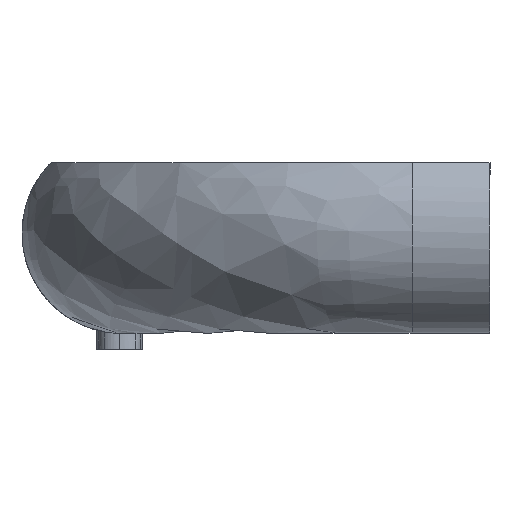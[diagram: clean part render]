
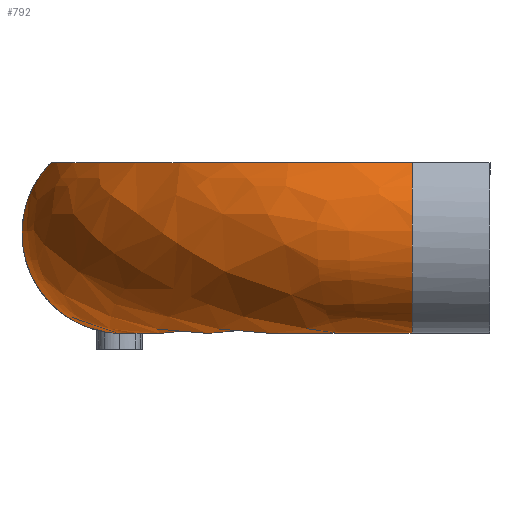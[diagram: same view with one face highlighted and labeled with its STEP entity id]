
A CAD part, left-side view. The second image highlights one B-rep face of the part: STEP entity #792.
In plain terms, the highlighted free-form (B-spline) face has degree [3, 3] with [11, 4] control points.
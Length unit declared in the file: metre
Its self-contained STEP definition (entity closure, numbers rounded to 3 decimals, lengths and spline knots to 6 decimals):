
#17=(
BOUNDED_SURFACE()
B_SPLINE_SURFACE(3,3,((#1440,#1441,#1442,#1443),(#1444,#1445,#1446,#1447),
(#1448,#1449,#1450,#1451),(#1452,#1453,#1454,#1455),(#1456,#1457,#1458,
#1459),(#1460,#1461,#1462,#1463),(#1464,#1465,#1466,#1467),(#1468,#1469,
#1470,#1471),(#1472,#1473,#1474,#1475),(#1476,#1477,#1478,#1479),(#1480,
#1481,#1482,#1483)),.SURF_OF_REVOLUTION.,.F.,.F.,.F.)
B_SPLINE_SURFACE_WITH_KNOTS((4,1,1,1,1,1,1,1,4),(4,4),(0.,0.125,0.25,0.375,
0.5,0.625,0.75,0.875,1.),(0.,1.),.UNSPECIFIED.)
GEOMETRIC_REPRESENTATION_ITEM()
RATIONAL_B_SPLINE_SURFACE(((1.,0.805,0.805,1.),
(1.,0.805,0.805,1.),(1.,0.805,0.805,
1.),(1.,0.805,0.805,1.),(1.,0.805,0.805,
1.),(1.,0.805,0.805,1.),(1.,0.805,0.805,
1.),(1.,0.805,0.805,1.),(1.,0.805,0.805,
1.),(1.,0.805,0.805,1.),(1.,0.805,0.805,
1.)))
REPRESENTATION_ITEM('')
SURFACE()
);
#19=CIRCLE('',#850,0.019692);
#21=CIRCLE('',#853,0.032398);
#34=B_SPLINE_CURVE_WITH_KNOTS('',3,(#1039,#1040,#1041,#1042,#1043,#1044,
#1045,#1046,#1047,#1048,#1049),.UNSPECIFIED.,.F.,.F.,(4,1,1,1,1,1,1,1,4),
(0.,0.00527,0.01054,0.01581,0.021081,
0.026351,0.031621,0.036891,0.042161),
 .UNSPECIFIED.);
#61=B_SPLINE_CURVE_WITH_KNOTS('',3,(#1361,#1362,#1363,#1364,#1365,#1366,
#1367,#1368,#1369,#1370,#1371),.UNSPECIFIED.,.F.,.F.,(4,1,1,1,1,1,1,1,4),
(0.,0.00527,0.01054,0.01581,0.021081,
0.026351,0.031621,0.036891,0.042161),
 .UNSPECIFIED.);
#166=ORIENTED_EDGE('',*,*,#392,.T.);
#167=ORIENTED_EDGE('',*,*,#398,.T.);
#168=ORIENTED_EDGE('',*,*,#361,.F.);
#169=ORIENTED_EDGE('',*,*,#394,.F.);
#361=EDGE_CURVE('',#485,#482,#34,.T.);
#392=EDGE_CURVE('',#509,#511,#61,.T.);
#394=EDGE_CURVE('',#509,#485,#19,.T.);
#398=EDGE_CURVE('',#511,#482,#21,.T.);
#482=VERTEX_POINT('',#968);
#485=VERTEX_POINT('',#1038);
#509=VERTEX_POINT('',#1289);
#511=VERTEX_POINT('',#1334);
#655=EDGE_LOOP('',(#166,#167,#168,#169));
#707=FACE_BOUND('',#655,.T.);
#792=ADVANCED_FACE('',(#707),#17,.F.);
#850=AXIS2_PLACEMENT_3D('',#1375,#883,#884);
#853=AXIS2_PLACEMENT_3D('',#1435,#890,#891);
#883=DIRECTION('',(0.,0.,-1.));
#884=DIRECTION('',(-1.,0.,0.));
#890=DIRECTION('',(0.,0.,-1.));
#891=DIRECTION('',(-1.,0.,0.));
#968=CARTESIAN_POINT('',(0.164,0.290898,0.110783));
#1038=CARTESIAN_POINT('',(0.164,0.278192,0.110783));
#1039=CARTESIAN_POINT('',(0.164,0.278192,0.110783));
#1040=CARTESIAN_POINT('',(0.164,0.27693,0.109525));
#1041=CARTESIAN_POINT('',(0.164,0.275203,0.106304));
#1042=CARTESIAN_POINT('',(0.164,0.275709,0.100785));
#1043=CARTESIAN_POINT('',(0.164,0.279222,0.096505));
#1044=CARTESIAN_POINT('',(0.164,0.284511,0.094908));
#1045=CARTESIAN_POINT('',(0.164,0.289799,0.096508));
#1046=CARTESIAN_POINT('',(0.164,0.293322,0.100775));
#1047=CARTESIAN_POINT('',(0.164,0.29387,0.106287));
#1048=CARTESIAN_POINT('',(0.164,0.292157,0.109522));
#1049=CARTESIAN_POINT('',(0.164,0.290898,0.110783));
#1289=CARTESIAN_POINT('',(0.144308,0.2585,0.110783));
#1334=CARTESIAN_POINT('',(0.131602,0.2585,0.110783));
#1361=CARTESIAN_POINT('',(0.144308,0.2585,0.110783));
#1362=CARTESIAN_POINT('',(0.14557,0.2585,0.109525));
#1363=CARTESIAN_POINT('',(0.147297,0.2585,0.106304));
#1364=CARTESIAN_POINT('',(0.146791,0.2585,0.100785));
#1365=CARTESIAN_POINT('',(0.143278,0.2585,0.096505));
#1366=CARTESIAN_POINT('',(0.137989,0.2585,0.094908));
#1367=CARTESIAN_POINT('',(0.132701,0.2585,0.096508));
#1368=CARTESIAN_POINT('',(0.129178,0.2585,0.100775));
#1369=CARTESIAN_POINT('',(0.12863,0.2585,0.106287));
#1370=CARTESIAN_POINT('',(0.130343,0.2585,0.109522));
#1371=CARTESIAN_POINT('',(0.131602,0.2585,0.110783));
#1375=CARTESIAN_POINT('',(0.164,0.2585,0.110783));
#1435=CARTESIAN_POINT('',(0.164,0.2585,0.110783));
#1440=CARTESIAN_POINT('',(0.131602,0.2585,0.110783));
#1441=CARTESIAN_POINT('',(0.131602,0.277478,0.110783));
#1442=CARTESIAN_POINT('',(0.145022,0.290898,0.110783));
#1443=CARTESIAN_POINT('',(0.164,0.290898,0.110783));
#1444=CARTESIAN_POINT('',(0.130352,0.2585,0.10953));
#1445=CARTESIAN_POINT('',(0.130352,0.278211,0.10953));
#1446=CARTESIAN_POINT('',(0.144289,0.292148,0.10953));
#1447=CARTESIAN_POINT('',(0.164,0.292148,0.10953));
#1448=CARTESIAN_POINT('',(0.128627,0.2585,0.106283));
#1449=CARTESIAN_POINT('',(0.128627,0.279221,0.106283));
#1450=CARTESIAN_POINT('',(0.143279,0.293873,0.106283));
#1451=CARTESIAN_POINT('',(0.164,0.293873,0.106283));
#1452=CARTESIAN_POINT('',(0.129179,0.2585,0.100776));
#1453=CARTESIAN_POINT('',(0.129179,0.278898,0.100776));
#1454=CARTESIAN_POINT('',(0.143602,0.293321,0.100776));
#1455=CARTESIAN_POINT('',(0.164,0.293321,0.100776));
#1456=CARTESIAN_POINT('',(0.132701,0.2585,0.096507));
#1457=CARTESIAN_POINT('',(0.132701,0.276835,0.096507));
#1458=CARTESIAN_POINT('',(0.145665,0.289799,0.096507));
#1459=CARTESIAN_POINT('',(0.164,0.289799,0.096507));
#1460=CARTESIAN_POINT('',(0.137989,0.2585,0.094908));
#1461=CARTESIAN_POINT('',(0.137989,0.273737,0.094908));
#1462=CARTESIAN_POINT('',(0.148763,0.284511,0.094908));
#1463=CARTESIAN_POINT('',(0.164,0.284511,0.094908));
#1464=CARTESIAN_POINT('',(0.143278,0.2585,0.096504));
#1465=CARTESIAN_POINT('',(0.143278,0.270639,0.096504));
#1466=CARTESIAN_POINT('',(0.151861,0.279222,0.096504));
#1467=CARTESIAN_POINT('',(0.164,0.279222,0.096504));
#1468=CARTESIAN_POINT('',(0.146789,0.2585,0.100786));
#1469=CARTESIAN_POINT('',(0.146789,0.268582,0.100786));
#1470=CARTESIAN_POINT('',(0.153918,0.275711,0.100786));
#1471=CARTESIAN_POINT('',(0.164,0.275711,0.100786));
#1472=CARTESIAN_POINT('',(0.147301,0.2585,0.1063));
#1473=CARTESIAN_POINT('',(0.147301,0.268282,0.1063));
#1474=CARTESIAN_POINT('',(0.154218,0.275199,0.1063));
#1475=CARTESIAN_POINT('',(0.164,0.275199,0.1063));
#1476=CARTESIAN_POINT('',(0.145561,0.2585,0.109534));
#1477=CARTESIAN_POINT('',(0.145561,0.269301,0.109534));
#1478=CARTESIAN_POINT('',(0.153199,0.276939,0.109534));
#1479=CARTESIAN_POINT('',(0.164,0.276939,0.109534));
#1480=CARTESIAN_POINT('',(0.144308,0.2585,0.110783));
#1481=CARTESIAN_POINT('',(0.144308,0.270035,0.110783));
#1482=CARTESIAN_POINT('',(0.152465,0.278192,0.110783));
#1483=CARTESIAN_POINT('',(0.164,0.278192,0.110783));
